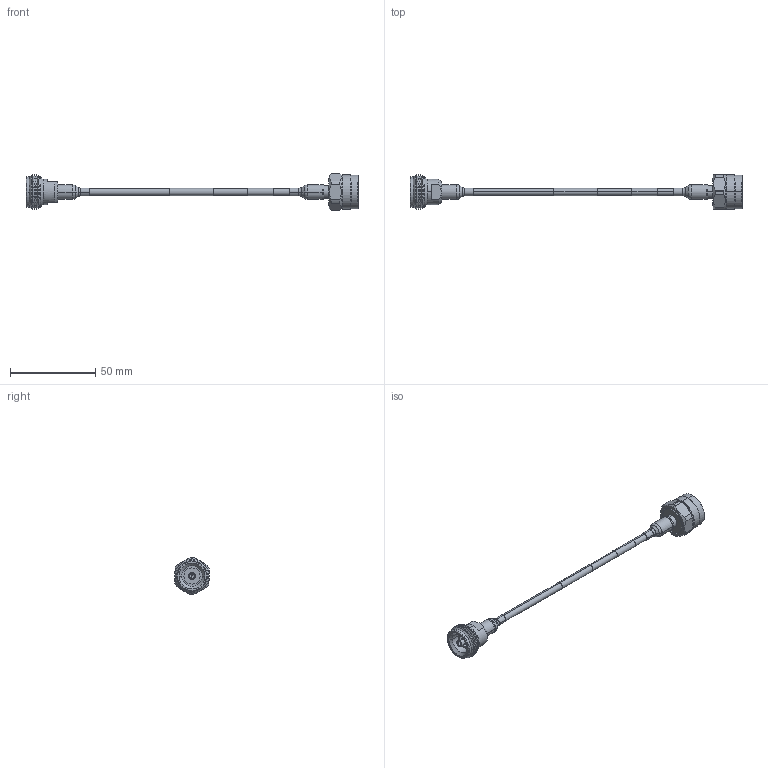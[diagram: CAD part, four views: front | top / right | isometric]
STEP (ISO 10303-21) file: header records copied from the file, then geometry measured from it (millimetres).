
FILE_DESCRIPTION (( 'STEP AP214' ), '1' );
FILE_NAME ('FMCA2474_3D.step', '2024-07-18T18:15:49', ( '' ), ( '' ), 'SwSTEP 2.0', 'SolidWorks 2022', '' );
FILE_SCHEMA (( 'AUTOMOTIVE_DESIGN' ));
Length unit declared in the file: inch
Products named in the file (5): FMCA2474_3D; Copy of TC-402-4195F-LP-PE^FMCA2474; Copy of TC-402-NM-LP-PE^FMCA2474; Copy of TFT-402-LF^FMCA2474_LABEL PE+FM; Copy of TFT-402-MA1^FMCA2474_1.5
Assembly tree (5 placements, depth 2):
  FMCA2474_3D
    Copy of TFT-402-LF^FMCA2474_LABEL PE+FM
    Copy of TFT-402-MA1^FMCA2474_1.5  x2
    Copy of TC-402-4195F-LP-PE^FMCA2474
    Copy of TC-402-NM-LP-PE^FMCA2474
Bounding box: 194.95 x 20.28 x 21.9 mm (x, y, z)
Volume: 9752.9 mm3; surface area: 10153.1 mm2
Topology: 6 solids, 6 shells, 260 faces, 580 edges, 354 vertices
Faces by surface type: cylinder 102, cone 66, plane 62, torus 18, bspline 12
Entity records: 8655 total; most frequent: CARTESIAN_POINT 2970, DIRECTION 1197, ORIENTED_EDGE 1068, EDGE_CURVE 534, AXIS2_PLACEMENT_3D 497, VERTEX_POINT 330, EDGE_LOOP 268, CIRCLE 263
